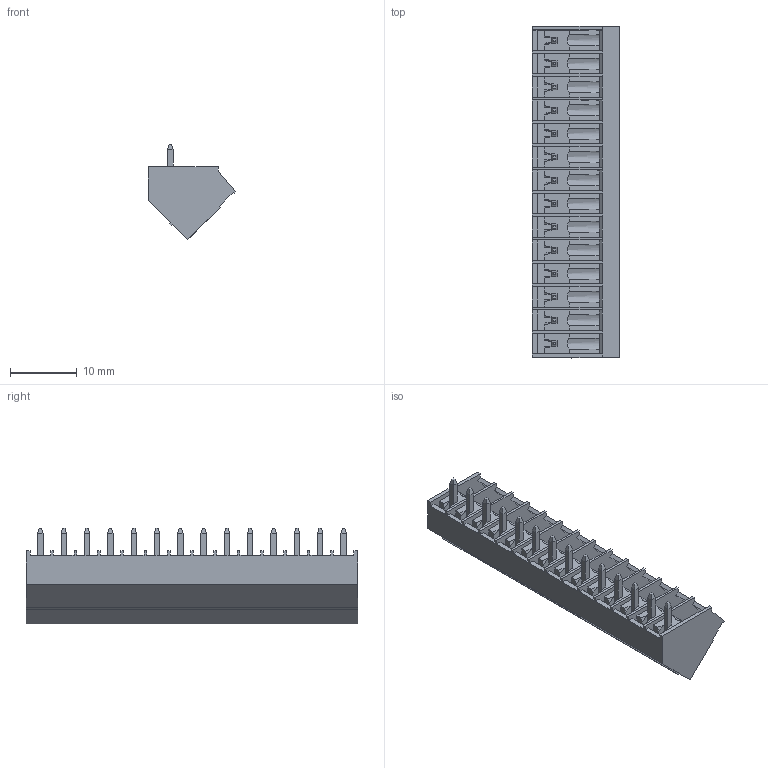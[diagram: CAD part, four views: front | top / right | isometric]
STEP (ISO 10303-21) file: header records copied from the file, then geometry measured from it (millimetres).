
FILE_DESCRIPTION( ('This file contains a STEP AP42 implementation' ,'as created by ZW3D STEP Interface translator.') ,'2;1' );
FILE_NAME( 'WJ15EDGLC-3.5-14P.stp' ,'24 123.142526', (''), ('ZWCAD Software Co.'), 'Version 1.0', 'ZW3D to STEP translator', '' );
FILE_SCHEMA(('AUTOMOTIVE_DESIGN { 1 0 10303 214 1 1 1 1 }'));
Length unit declared in the file: millimetre
Products named in the file (2): 0; WJ15EDGLC-3.5-14P
Bounding box: 13.1 x 49.8 x 14.39 mm (x, y, z)
Volume: 2002 mm3; surface area: 6272.5 mm2
Topology: 1 solids, 71 shells, 1640 faces, 4172 edges, 2716 vertices
Faces by surface type: plane 1486, bspline 140, cone 14
Entity records: 51919 total; most frequent: CARTESIAN_POINT 11329, ORIENTED_EDGE 8344, DIRECTION 7300, EDGE_CURVE 4172, VECTOR 3850, LINE 3850, VERTEX_POINT 2716, AXIS2_PLACEMENT_3D 1725
